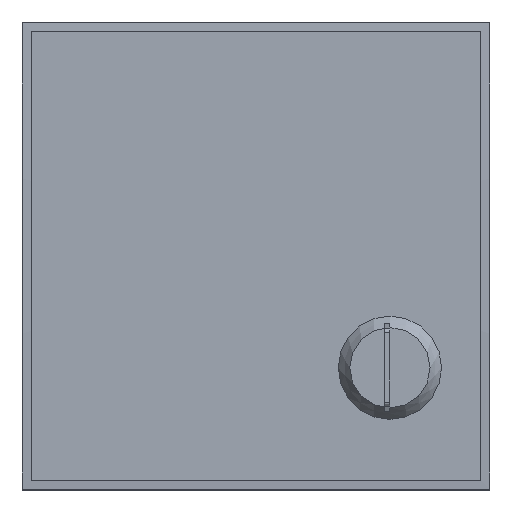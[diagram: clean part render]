
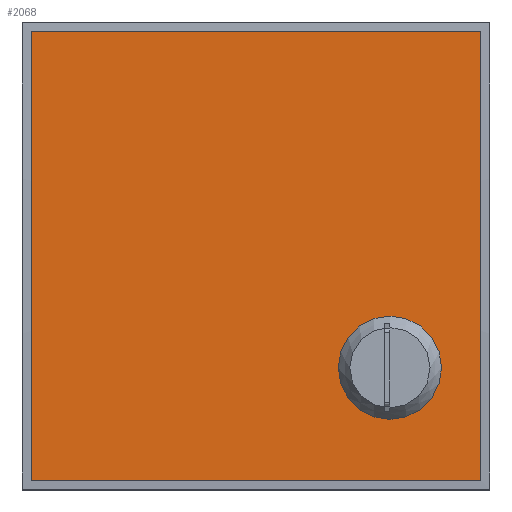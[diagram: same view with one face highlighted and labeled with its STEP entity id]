
A CAD part, top view. The second image highlights one B-rep face of the part: STEP entity #2068.
In plain terms, the highlighted planar face has unit normal (0, 0, 1).
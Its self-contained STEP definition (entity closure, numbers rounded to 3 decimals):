
#154=FACE_OUTER_BOUND($,#261,.T.);
#261=EDGE_LOOP($,(#1445,#1446,#1447,#1448));
#401=LINE($,#2928,#675);
#403=LINE($,#2934,#677);
#406=LINE($,#2940,#680);
#408=LINE($,#2944,#682);
#675=VECTOR($,#2352,105.538);
#677=VECTOR($,#2358,105.505);
#680=VECTOR($,#2363,105.538);
#682=VECTOR($,#2369,105.505);
#945=VERTEX_POINT($,#2925);
#946=VERTEX_POINT($,#2927);
#948=VERTEX_POINT($,#2933);
#950=VERTEX_POINT($,#2939);
#1138=EDGE_CURVE($,#946,#945,#401,.T.);
#1141=EDGE_CURVE($,#948,#946,#403,.T.);
#1144=EDGE_CURVE($,#950,#948,#406,.T.);
#1147=EDGE_CURVE($,#945,#950,#408,.T.);
#1445=ORIENTED_EDGE($,*,*,#1141,.T.);
#1446=ORIENTED_EDGE($,*,*,#1138,.T.);
#1447=ORIENTED_EDGE($,*,*,#1147,.T.);
#1448=ORIENTED_EDGE($,*,*,#1144,.T.);
#1977=PLANE($,#2186);
#2068=ADVANCED_FACE($,(#154),#1977,.T.);
#2186=AXIS2_PLACEMENT_3D($,#2945,#2370,#2371);
#2352=DIRECTION($,(-1.,0.,0.));
#2358=DIRECTION($,(0.,1.,0.));
#2363=DIRECTION($,(1.,0.,0.));
#2369=DIRECTION($,(0.,-1.,0.));
#2370=DIRECTION('center_axis',(0.,0.,1.));
#2371=DIRECTION('ref_axis',(1.,0.,0.));
#2925=CARTESIAN_POINT('',(-0.769,52.753,59.828));
#2927=CARTESIAN_POINT('',(104.769,52.753,59.828));
#2928=CARTESIAN_POINT($,(104.769,52.753,59.828));
#2933=CARTESIAN_POINT('',(104.769,-52.752,59.828));
#2934=CARTESIAN_POINT($,(104.769,-52.752,59.828));
#2939=CARTESIAN_POINT('',(-0.769,-52.752,59.828));
#2940=CARTESIAN_POINT($,(-0.769,-52.752,59.828));
#2944=CARTESIAN_POINT($,(-0.769,52.753,59.828));
#2945=CARTESIAN_POINT('Origin',(52.,0.,59.828));
